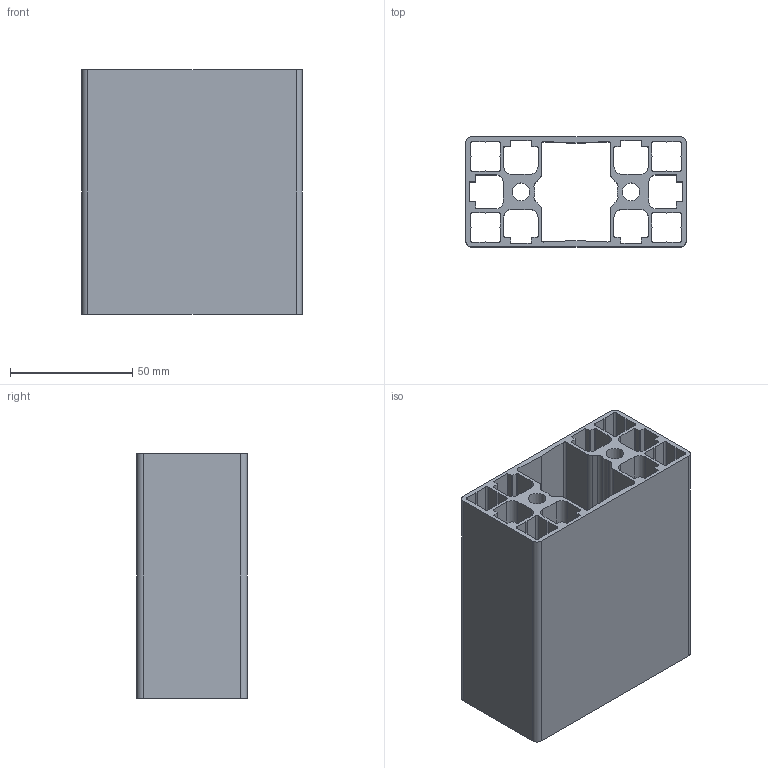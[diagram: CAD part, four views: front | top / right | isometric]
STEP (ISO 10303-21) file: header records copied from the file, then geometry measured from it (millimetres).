
FILE_DESCRIPTION(/* description */ ('PROF.ALL. 45x90 P0A '),/* implementation_level */ '2;1');
FILE_NAME(/* name */ 'BPRDD0001147.stp',/* time_stamp */ '2022-12-05T16:01:57+01:00',/* author */ ('tecnico7'),/* organization */ (''),/* preprocessor_version */ 'ST-DEVELOPER v18.1',/* originating_system */ 'Autodesk Inventor 2022',/* authorisation */ '');
FILE_SCHEMA (('AUTOMOTIVE_DESIGN { 1 0 10303 214 3 1 1 }'));
Length unit declared in the file: millimetre
Products named in the file (1): BPRDD0001147
Bounding box: 90 x 45 x 100 mm (x, y, z)
Volume: 112126.6 mm3; surface area: 98508.4 mm2
Topology: 1 solids, 1 shells, 202 faces, 600 edges, 400 vertices
Faces by surface type: plane 130, cylinder 72
Full cylindrical faces by diameter (mm): 7.2 x2
Entity records: 6863 total; most frequent: CARTESIAN_POINT 1203, ORIENTED_EDGE 1200, DIRECTION 1150, EDGE_CURVE 600, LINE 456, VECTOR 456, VERTEX_POINT 400, AXIS2_PLACEMENT_3D 347
